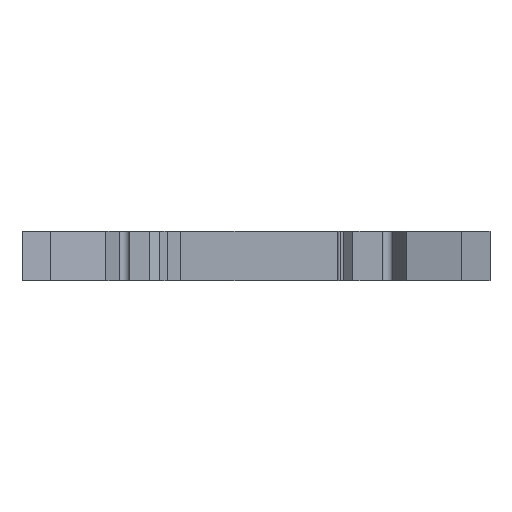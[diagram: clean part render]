
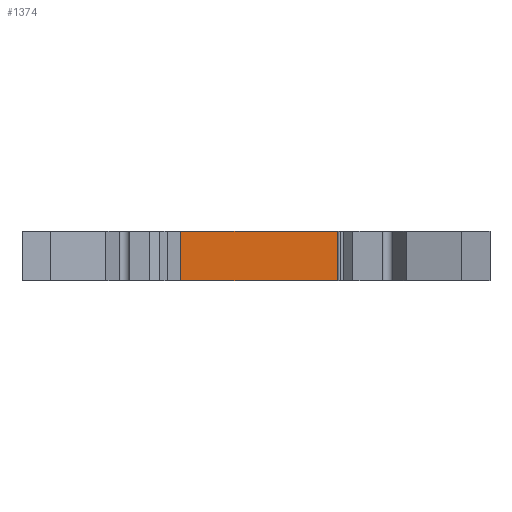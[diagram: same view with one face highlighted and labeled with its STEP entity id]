
A CAD part, front view. The second image highlights one B-rep face of the part: STEP entity #1374.
In plain terms, the highlighted planar face has unit normal (0, -1, 0).
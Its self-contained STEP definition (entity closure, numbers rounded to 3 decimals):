
#61 = AXIS2_PLACEMENT_3D ( 'NONE', #1302, #3282, #1583 ) ;
#252 = LINE ( 'NONE', #1788, #1777 ) ;
#379 = CARTESIAN_POINT ( 'NONE',  ( 0., -55.1, -4.5 ) ) ;
#552 = CARTESIAN_POINT ( 'NONE',  ( -22.188, -55.1, -4.5 ) ) ;
#711 = EDGE_LOOP ( 'NONE', ( #3172, #1918, #1410, #2589 ) ) ;
#725 = VECTOR ( 'NONE', #1359, 1000. ) ;
#840 = DIRECTION ( 'NONE',  ( 0., 0., -1. ) ) ;
#951 = CARTESIAN_POINT ( 'NONE',  ( 6.312, -55.1, -4.5 ) ) ;
#1049 = LINE ( 'NONE', #2010, #2422 ) ;
#1281 = DIRECTION ( 'NONE',  ( 1., 0., 0. ) ) ;
#1302 = CARTESIAN_POINT ( 'NONE',  ( 0., -55.1, 8.932 ) ) ;
#1359 = DIRECTION ( 'NONE',  ( -1., 0., 0. ) ) ;
#1374 = ADVANCED_FACE ( 'NONE', ( #3603 ), #2718, .F. ) ;
#1410 = ORIENTED_EDGE ( 'NONE', *, *, #3197, .T. ) ;
#1583 = DIRECTION ( 'NONE',  ( 0., 0., 1. ) ) ;
#1777 = VECTOR ( 'NONE', #2005, 1000. ) ;
#1788 = CARTESIAN_POINT ( 'NONE',  ( 6.312, -55.1, 8.932 ) ) ;
#1918 = ORIENTED_EDGE ( 'NONE', *, *, #3503, .T. ) ;
#2005 = DIRECTION ( 'NONE',  ( 0., 0., -1. ) ) ;
#2010 = CARTESIAN_POINT ( 'NONE',  ( -22.188, -55.1, 8.932 ) ) ;
#2090 = VERTEX_POINT ( 'NONE', #2778 ) ;
#2422 = VECTOR ( 'NONE', #840, 1000. ) ;
#2465 = VECTOR ( 'NONE', #1281, 1000. ) ;
#2589 = ORIENTED_EDGE ( 'NONE', *, *, #2625, .T. ) ;
#2625 = EDGE_CURVE ( 'NONE', #3445, #2982, #3338, .T. ) ;
#2718 = PLANE ( 'NONE',  #61 ) ;
#2778 = CARTESIAN_POINT ( 'NONE',  ( 6.312, -55.1, 4.5 ) ) ;
#2834 = CARTESIAN_POINT ( 'NONE',  ( -22.188, -55.1, 4.5 ) ) ;
#2976 = LINE ( 'NONE', #3229, #725 ) ;
#2982 = VERTEX_POINT ( 'NONE', #951 ) ;
#3117 = VERTEX_POINT ( 'NONE', #2834 ) ;
#3172 = ORIENTED_EDGE ( 'NONE', *, *, #3291, .F. ) ;
#3197 = EDGE_CURVE ( 'NONE', #3117, #3445, #1049, .T. ) ;
#3229 = CARTESIAN_POINT ( 'NONE',  ( 0., -55.1, 4.5 ) ) ;
#3282 = DIRECTION ( 'NONE',  ( 0., 1., 0. ) ) ;
#3291 = EDGE_CURVE ( 'NONE', #2090, #2982, #252, .T. ) ;
#3338 = LINE ( 'NONE', #379, #2465 ) ;
#3445 = VERTEX_POINT ( 'NONE', #552 ) ;
#3503 = EDGE_CURVE ( 'NONE', #2090, #3117, #2976, .T. ) ;
#3603 = FACE_OUTER_BOUND ( 'NONE', #711, .T. ) ;
